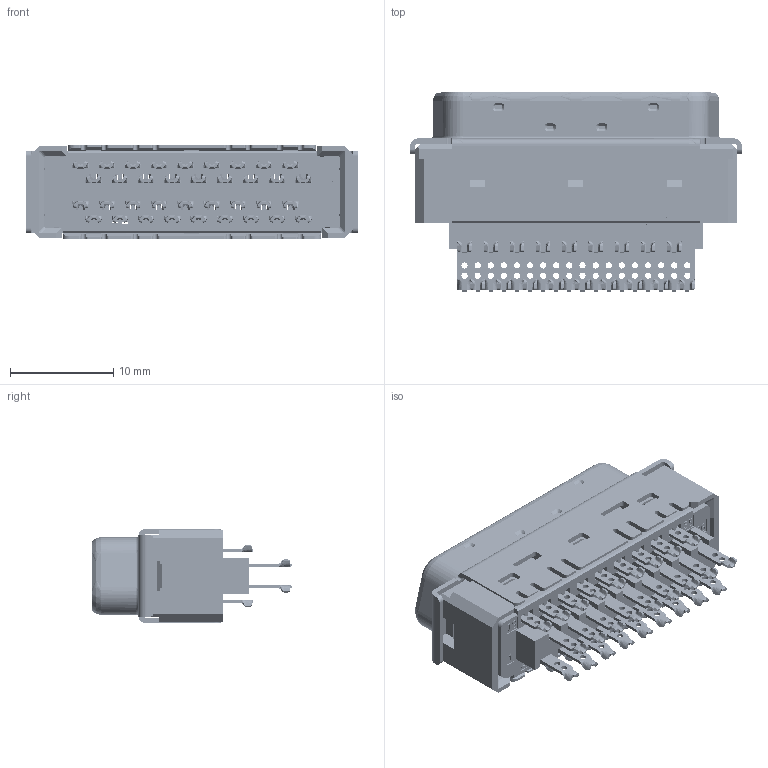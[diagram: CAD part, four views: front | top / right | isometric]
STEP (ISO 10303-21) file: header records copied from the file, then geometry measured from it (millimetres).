
FILE_DESCRIPTION( ('This file contains a STEP AP42 implementation' ,'as created by ZW3D STEP Interface translator.') ,'2;1' );
FILE_NAME( '6320M-XXXSSXXMNA01.stp' ,'2311 6.115230', (''), ('ZWCAD Software Co.'), 'Version 1.0', 'ZW3D to STEP translator', '' );
FILE_SCHEMA(('AUTOMOTIVE_DESIGN { 1 0 10303 214 1 1 1 1 }'));
Length unit declared in the file: millimetre
Products named in the file (2): 0; SCSI-36P
Bounding box: 32.16 x 19.28 x 9.1 mm (x, y, z)
Volume: 2077.6 mm3; surface area: 7098.9 mm2
Topology: 1 solids, 1 shells, 8904 faces, 24973 edges, 15745 vertices
Faces by surface type: plane 5206, bspline 2292, cylinder 1374, cone 32
Full cylindrical faces by diameter (mm): 0.6 x73
Entity records: 342325 total; most frequent: CARTESIAN_POINT 118155, ORIENTED_EDGE 50032, DIRECTION 36858, EDGE_CURVE 24976, VECTOR 17616, LINE 17616, VERTEX_POINT 15763, AXIS2_PLACEMENT_3D 9621
